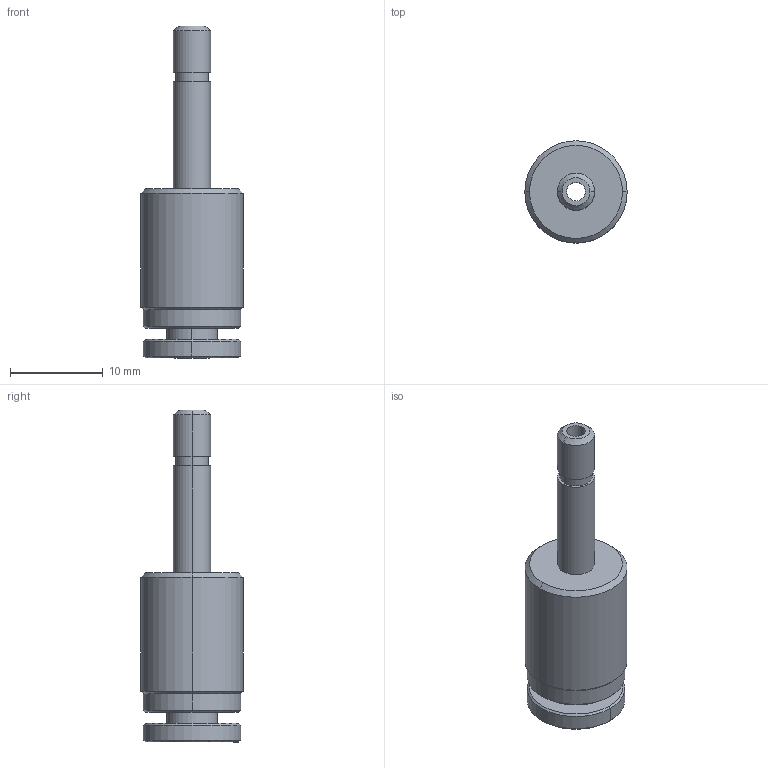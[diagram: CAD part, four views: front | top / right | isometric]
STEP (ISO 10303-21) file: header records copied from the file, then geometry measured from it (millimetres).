
FILE_DESCRIPTION (( 'STEP AP214' ), '1' );
FILE_NAME ('TRS1-8-5-32W.STEP', '2018-07-31T15:47:14', ( '' ), ( '' ), 'SwSTEP 2.0', 'SolidWorks 2016', '' );
FILE_SCHEMA (( 'AUTOMOTIVE_DESIGN' ));
Length unit declared in the file: millimetre
Products named in the file (1): TRS1-8-5-32W
Bounding box: 11 x 11 x 35.7 mm (x, y, z)
Volume: 1449.5 mm3; surface area: 2468.8 mm2
Topology: 6 solids, 6 shells, 297 faces, 791 edges, 512 vertices
Faces by surface type: plane 102, cone 93, cylinder 64, bspline 36, torus 2
Entity records: 13485 total; most frequent: CARTESIAN_POINT 3219, ORIENTED_EDGE 1582, DIRECTION 1285, EDGE_CURVE 791, AXIS2_PLACEMENT_3D 538, VERTEX_POINT 512, EDGE_LOOP 315, B_SPLINE_CURVE_WITH_KNOTS 306
